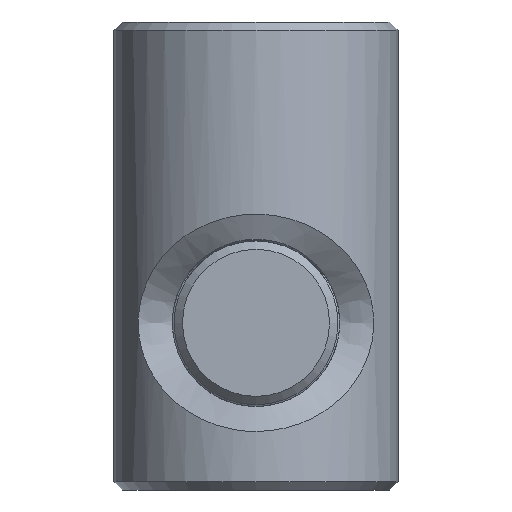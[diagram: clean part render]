
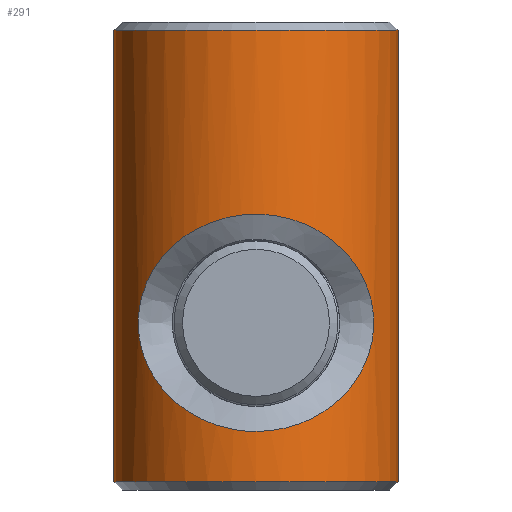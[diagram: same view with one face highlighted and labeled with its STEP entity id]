
A CAD part, left-side view. The second image highlights one B-rep face of the part: STEP entity #291.
In plain terms, the highlighted cylindrical face has radius 8.5 mm (diameter 17 mm), a full revolution.
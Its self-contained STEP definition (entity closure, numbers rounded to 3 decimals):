
#161=CARTESIAN_POINT('',(8.5,0.,16.5));
#162=VERTEX_POINT('',#161);
#199=CARTESIAN_POINT('',(8.501,0.,16.5));
#200=CARTESIAN_POINT('',(8.501,0.,16.5));
#201=CARTESIAN_POINT('',(8.501,0.,16.5));
#202=CARTESIAN_POINT('',(8.501,0.,16.5));
#203=CARTESIAN_POINT('',(8.501,-1.118,16.5));
#204=CARTESIAN_POINT('',(8.14,-2.795,16.104));
#205=CARTESIAN_POINT('',(7.253,-4.491,15.064));
#206=CARTESIAN_POINT('',(6.242,-5.884,13.781));
#207=CARTESIAN_POINT('',(5.044,-6.861,11.984));
#208=CARTESIAN_POINT('',(4.657,-7.103,9.999));
#209=CARTESIAN_POINT('',(4.976,-6.902,8.351));
#210=CARTESIAN_POINT('',(5.928,-6.155,6.65));
#211=CARTESIAN_POINT('',(7.028,-4.883,5.206));
#212=CARTESIAN_POINT('',(7.937,-3.259,4.13));
#213=CARTESIAN_POINT('',(8.523,-1.134,3.476));
#214=CARTESIAN_POINT('',(8.526,1.135,3.471));
#215=CARTESIAN_POINT('',(7.835,3.608,4.249));
#216=CARTESIAN_POINT('',(6.527,5.635,5.788));
#217=CARTESIAN_POINT('',(5.052,6.863,8.009));
#218=CARTESIAN_POINT('',(4.653,7.103,10.001));
#219=CARTESIAN_POINT('',(5.048,6.861,11.983));
#220=CARTESIAN_POINT('',(6.242,5.885,13.783));
#221=CARTESIAN_POINT('',(7.253,4.491,15.063));
#222=CARTESIAN_POINT('',(8.14,2.795,16.104));
#223=CARTESIAN_POINT('',(8.501,1.118,16.5));
#224=CARTESIAN_POINT('',(8.501,0.,16.5));
#225=B_SPLINE_CURVE_WITH_KNOTS('',3,(#199,#200,#201,#202,#203,#204,#205,#206,#207,#208,#209,#210,#211,#212,#213,#214,#215,#216,#217,#218,#219,#220,#221,#222,#223,#224),.UNSPECIFIED.,.T.,.U.,(4,3,1,1,1,1,1,1,1,1,1,1,1,1,1,1,1,1,1,1,1,4),(0.0,0.,0.071,0.107,0.143,0.214,0.25,0.286,0.333,0.381,0.429,0.476,0.524,0.571,0.643,0.714,0.75,0.786,0.857,0.893,0.929,1.0),.UNSPECIFIED.);
#226=EDGE_CURVE('',#162,#162,#225,.T.);
#231=CARTESIAN_POINT('',(0.0,0.0,0.0));
#232=DIRECTION('',(0.0,0.0,1.0));
#233=DIRECTION('',(-1.0,0.0,0.0));
#234=AXIS2_PLACEMENT_3D('',#231,#232,#233);
#235=CYLINDRICAL_SURFACE('',#234,8.5);
#236=CARTESIAN_POINT('',(-8.5,0.,3.5));
#237=VERTEX_POINT('',#236);
#238=CARTESIAN_POINT('',(-8.501,0.,3.5));
#239=CARTESIAN_POINT('',(-8.501,-1.118,3.5));
#240=CARTESIAN_POINT('',(-8.14,-2.795,3.896));
#241=CARTESIAN_POINT('',(-7.253,-4.491,4.936));
#242=CARTESIAN_POINT('',(-6.242,-5.884,6.219));
#243=CARTESIAN_POINT('',(-5.044,-6.861,8.016));
#244=CARTESIAN_POINT('',(-4.657,-7.103,10.001));
#245=CARTESIAN_POINT('',(-4.976,-6.902,11.649));
#246=CARTESIAN_POINT('',(-5.928,-6.155,13.35));
#247=CARTESIAN_POINT('',(-7.028,-4.883,14.794));
#248=CARTESIAN_POINT('',(-7.937,-3.259,15.87));
#249=CARTESIAN_POINT('',(-8.523,-1.134,16.524));
#250=CARTESIAN_POINT('',(-8.526,1.135,16.529));
#251=CARTESIAN_POINT('',(-7.835,3.608,15.751));
#252=CARTESIAN_POINT('',(-6.527,5.635,14.212));
#253=CARTESIAN_POINT('',(-5.052,6.863,11.991));
#254=CARTESIAN_POINT('',(-4.653,7.103,9.999));
#255=CARTESIAN_POINT('',(-5.048,6.861,8.017));
#256=CARTESIAN_POINT('',(-6.242,5.885,6.217));
#257=CARTESIAN_POINT('',(-7.253,4.491,4.937));
#258=CARTESIAN_POINT('',(-8.14,2.795,3.896));
#259=CARTESIAN_POINT('',(-8.501,1.118,3.5));
#260=CARTESIAN_POINT('',(-8.501,0.,3.5));
#261=B_SPLINE_CURVE_WITH_KNOTS('',3,(#238,#239,#240,#241,#242,#243,#244,#245,#246,#247,#248,#249,#250,#251,#252,#253,#254,#255,#256,#257,#258,#259,#260),.UNSPECIFIED.,.T.,.U.,(4,1,1,1,1,1,1,1,1,1,1,1,1,1,1,1,1,1,1,1,4),(-4.286,-3.98,-3.827,-3.674,-3.368,-3.215,-3.062,-2.858,-2.653,-2.449,-2.245,-2.041,-1.837,-1.531,-1.225,-1.072,-0.919,-0.612,-0.459,-0.306,0.0),.UNSPECIFIED.);
#262=EDGE_CURVE('',#237,#237,#261,.T.);
#263=ORIENTED_EDGE('',*,*,#262,.F.);
#264=EDGE_LOOP('',(#263));
#265=FACE_OUTER_BOUND('',#264,.T.);
#266=CARTESIAN_POINT('',(8.5,0.,27.5));
#267=VERTEX_POINT('',#266);
#268=CARTESIAN_POINT('',(0.0,0.0,27.5));
#269=DIRECTION('',(0.0,0.0,1.0));
#270=DIRECTION('',(-1.0,0.0,0.0));
#271=AXIS2_PLACEMENT_3D('',#268,#269,#270);
#272=CIRCLE('',#271,8.5);
#273=EDGE_CURVE('',#267,#267,#272,.T.);
#274=ORIENTED_EDGE('',*,*,#273,.F.);
#275=EDGE_LOOP('',(#274));
#276=FACE_BOUND('',#275,.T.);
#277=CARTESIAN_POINT('',(8.5,0.,0.5));
#278=VERTEX_POINT('',#277);
#279=CARTESIAN_POINT('',(0.0,0.0,0.5));
#280=DIRECTION('',(0.0,0.0,-1.0));
#281=DIRECTION('',(-1.0,0.0,0.0));
#282=AXIS2_PLACEMENT_3D('',#279,#280,#281);
#283=CIRCLE('',#282,8.5);
#284=EDGE_CURVE('',#278,#278,#283,.T.);
#285=ORIENTED_EDGE('',*,*,#284,.F.);
#286=EDGE_LOOP('',(#285));
#287=FACE_BOUND('',#286,.T.);
#288=ORIENTED_EDGE('',*,*,#226,.F.);
#289=EDGE_LOOP('',(#288));
#290=FACE_BOUND('',#289,.T.);
#291=ADVANCED_FACE('',(#265,#276,#287,#290),#235,.T.);
